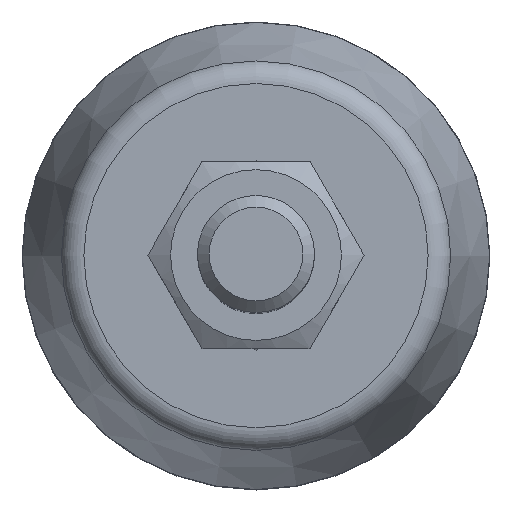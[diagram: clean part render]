
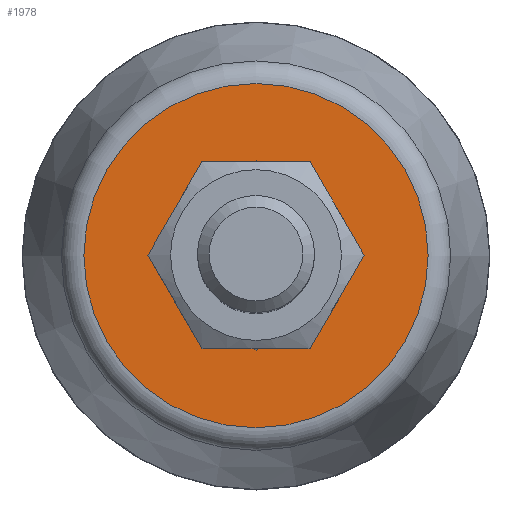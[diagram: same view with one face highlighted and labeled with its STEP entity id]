
A CAD part, top view. The second image highlights one B-rep face of the part: STEP entity #1978.
In plain terms, the highlighted planar face has unit normal (0, 0, 1).
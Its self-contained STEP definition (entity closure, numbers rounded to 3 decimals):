
#1944=CARTESIAN_POINT('',(14.714,0.,20.0));
#1945=VERTEX_POINT('',#1944);
#1946=CARTESIAN_POINT('',(0.0,0.0,20.0));
#1947=DIRECTION('',(0.0,0.0,-1.0));
#1948=DIRECTION('',(-1.0,0.0,0.0));
#1949=AXIS2_PLACEMENT_3D('',#1946,#1947,#1948);
#1950=CIRCLE('',#1949,14.714);
#1951=EDGE_CURVE('',#1945,#1945,#1950,.T.);
#1959=CARTESIAN_POINT('',(0.0,0.0,20.0));
#1960=DIRECTION('',(0.0,0.0,-1.0));
#1961=DIRECTION('',(-1.0,0.0,0.0));
#1962=AXIS2_PLACEMENT_3D('',#1959,#1960,#1961);
#1963=PLANE('',#1962);
#1964=ORIENTED_EDGE('',*,*,#1951,.F.);
#1965=EDGE_LOOP('',(#1964));
#1966=FACE_OUTER_BOUND('',#1965,.T.);
#1967=CARTESIAN_POINT('',(0.0,-7.228,20.0));
#1968=VERTEX_POINT('',#1967);
#1969=CARTESIAN_POINT('',(0.0,0.,20.0));
#1970=DIRECTION('',(0.0,0.0,-1.0));
#1971=DIRECTION('',(0.0,1.0,0.0));
#1972=AXIS2_PLACEMENT_3D('',#1969,#1970,#1971);
#1973=CIRCLE('',#1972,7.228);
#1974=EDGE_CURVE('',#1968,#1968,#1973,.T.);
#1975=ORIENTED_EDGE('',*,*,#1974,.T.);
#1976=EDGE_LOOP('',(#1975));
#1977=FACE_BOUND('',#1976,.T.);
#1978=ADVANCED_FACE('',(#1966,#1977),#1963,.F.);
